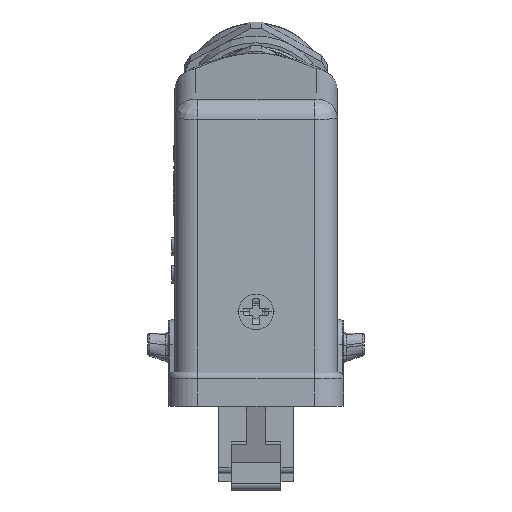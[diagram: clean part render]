
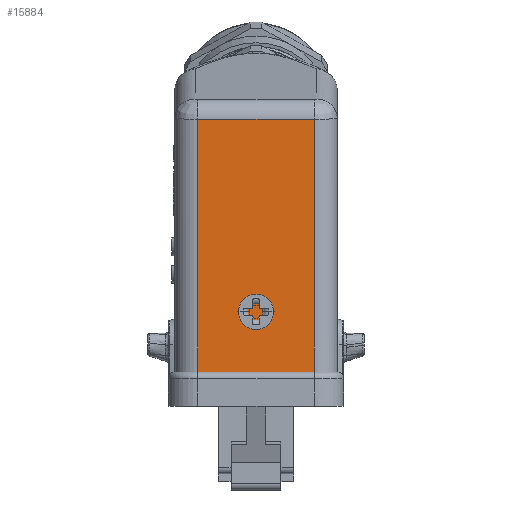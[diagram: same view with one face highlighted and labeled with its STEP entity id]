
A CAD part, front view. The second image highlights one B-rep face of the part: STEP entity #15884.
In plain terms, the highlighted planar face has unit normal (0, -1, 0).
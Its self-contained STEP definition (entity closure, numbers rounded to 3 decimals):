
#3329=DIRECTION('',(0.,0.,-1.));
#3330=VECTOR('',#3329,39.021);
#3331=CARTESIAN_POINT('',(-9.,-11.4,
40.721));
#3332=LINE('',#3331,#3330);
#3342=DIRECTION('',(0.,0.,-1.));
#3343=VECTOR('',#3342,39.021);
#3344=CARTESIAN_POINT('',(9.,-11.4,40.721));
#3345=LINE('',#3344,#3343);
#3346=DIRECTION('',(-1.,0.,0.));
#3347=VECTOR('',#3346,18.);
#3348=CARTESIAN_POINT('',(9.,-11.4,1.7));
#3349=LINE('',#3348,#3347);
#3438=DIRECTION('',(-1.,0.,0.));
#3439=VECTOR('',#3438,18.);
#3440=CARTESIAN_POINT('',(9.,-11.4,40.721));
#3441=LINE('',#3440,#3439);
#9752=CARTESIAN_POINT('',(9.,-11.4,1.7));
#9753=VERTEX_POINT('',#9752);
#9754=CARTESIAN_POINT('',(-9.,-11.4,1.7));
#9755=VERTEX_POINT('',#9754);
#9890=CARTESIAN_POINT('',(9.,-11.4,40.721));
#9891=VERTEX_POINT('',#9890);
#9892=CARTESIAN_POINT('',(-9.,-11.4,
40.721));
#9893=VERTEX_POINT('',#9892);
#15871=CARTESIAN_POINT('',(0.,-11.4,21.211));
#15872=DIRECTION('',(0.,1.,0.));
#15873=DIRECTION('',(1.,0.,0.));
#15874=AXIS2_PLACEMENT_3D('',#15871,#15872,#15873);
#15875=PLANE('',#15874);
#15877=ORIENTED_EDGE('',*,*,#15876,.T.);
#15878=ORIENTED_EDGE('',*,*,#15838,.T.);
#15879=ORIENTED_EDGE('',*,*,#15862,.F.);
#15881=ORIENTED_EDGE('',*,*,#15880,.F.);
#15882=EDGE_LOOP('',(#15877,#15878,#15879,#15881));
#15883=FACE_OUTER_BOUND('',#15882,.F.);
#15884=ADVANCED_FACE('',(#15883),#15875,.F.);
#15838=EDGE_CURVE('',#9753,#9755,#3349,.T.);
#15862=EDGE_CURVE('',#9893,#9755,#3332,.T.);
#15876=EDGE_CURVE('',#9891,#9753,#3345,.T.);
#15880=EDGE_CURVE('',#9891,#9893,#3441,.T.);
